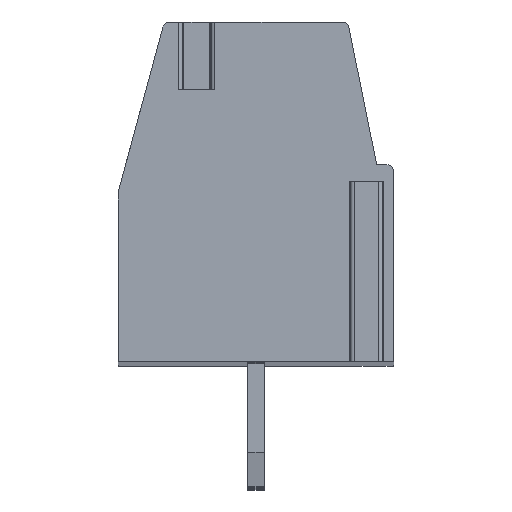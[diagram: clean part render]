
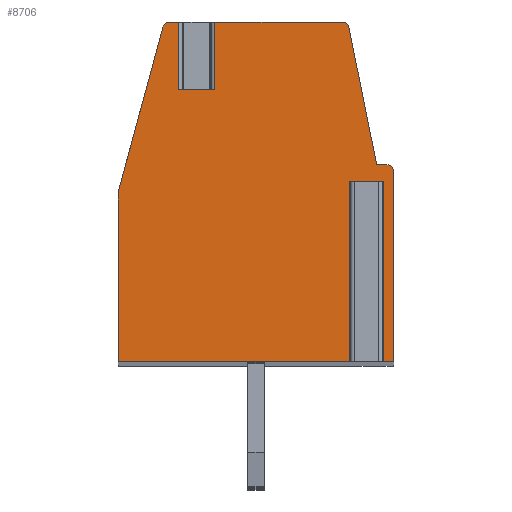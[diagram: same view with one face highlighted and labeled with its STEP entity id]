
A CAD part, top view. The second image highlights one B-rep face of the part: STEP entity #8706.
In plain terms, the highlighted planar face has unit normal (0, 0, 1).
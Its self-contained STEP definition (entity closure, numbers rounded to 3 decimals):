
#324=DIRECTION('',(-1.,0.,0.));
#325=VECTOR('',#324,1.07);
#326=CARTESIAN_POINT('',(-1.21,3.,2.5));
#327=LINE('',#326,#325);
#328=DIRECTION('',(0.,1.,0.));
#329=VECTOR('',#328,2.);
#330=CARTESIAN_POINT('',(-1.21,3.,2.5));
#331=LINE('',#330,#329);
#332=DIRECTION('',(-1.,0.,0.));
#333=VECTOR('',#332,3.746);
#334=CARTESIAN_POINT('',(2.536,5.,2.5));
#335=LINE('',#334,#333);
#336=CARTESIAN_POINT('',(2.536,4.8,2.5));
#337=DIRECTION('',(0.,0.,1.));
#338=DIRECTION('',(0.98,0.198,0.));
#339=AXIS2_PLACEMENT_3D('',#336,#337,#338);
#341=DIRECTION('',(-0.198,0.98,0.));
#342=VECTOR('',#341,4.122);
#343=CARTESIAN_POINT('',(3.55,0.8,2.5));
#344=LINE('',#343,#342);
#345=DIRECTION('',(-1.,0.,0.));
#346=VECTOR('',#345,0.3);
#347=CARTESIAN_POINT('',(3.85,0.8,2.5));
#348=LINE('',#347,#346);
#349=CARTESIAN_POINT('',(3.85,0.6,2.5));
#350=DIRECTION('',(0.,0.,1.));
#351=DIRECTION('',(1.,0.,0.));
#352=AXIS2_PLACEMENT_3D('',#349,#350,#351);
#354=DIRECTION('',(0.,1.,0.));
#355=VECTOR('',#354,5.6);
#356=CARTESIAN_POINT('',(4.05,-5.,2.5));
#357=LINE('',#356,#355);
#358=DIRECTION('',(1.,0.,0.));
#359=VECTOR('',#358,0.495);
#360=CARTESIAN_POINT('',(3.555,-5.,2.5));
#361=LINE('',#360,#359);
#362=DIRECTION('',(0.,1.,0.));
#363=VECTOR('',#362,5.3);
#364=CARTESIAN_POINT('',(3.555,-5.,2.5));
#365=LINE('',#364,#363);
#366=DIRECTION('',(1.,0.,0.));
#367=VECTOR('',#366,0.6);
#368=CARTESIAN_POINT('',(2.955,0.3,2.5));
#369=LINE('',#368,#367);
#370=DIRECTION('',(0.,1.,0.));
#371=VECTOR('',#370,5.3);
#372=CARTESIAN_POINT('',(2.955,-5.,2.5));
#373=LINE('',#372,#371);
#374=DIRECTION('',(1.,0.,0.));
#375=VECTOR('',#374,7.005);
#376=CARTESIAN_POINT('',(-4.05,-5.,2.5));
#377=LINE('',#376,#375);
#378=DIRECTION('',(0.,-1.,0.));
#379=VECTOR('',#378,5.);
#380=CARTESIAN_POINT('',(-4.05,0.,2.5));
#381=LINE('',#380,#379);
#382=DIRECTION('',(-0.261,-0.965,0.));
#383=VECTOR('',#382,5.026);
#384=CARTESIAN_POINT('',(-2.74,4.852,2.5));
#385=LINE('',#384,#383);
#386=CARTESIAN_POINT('',(-2.547,4.8,2.5));
#387=DIRECTION('',(0.,0.,1.));
#388=DIRECTION('',(0.,1.,0.));
#389=AXIS2_PLACEMENT_3D('',#386,#387,#388);
#391=DIRECTION('',(-1.,0.,0.));
#392=VECTOR('',#391,0.267);
#393=CARTESIAN_POINT('',(-2.28,5.,2.5));
#394=LINE('',#393,#392);
#395=DIRECTION('',(0.,1.,0.));
#396=VECTOR('',#395,2.);
#397=CARTESIAN_POINT('',(-2.28,3.,2.5));
#398=LINE('',#397,#396);
#6483=CARTESIAN_POINT('',(4.05,-5.,2.5));
#6484=CARTESIAN_POINT('',(4.05,0.6,2.5));
#6485=VERTEX_POINT('',#6483);
#6486=VERTEX_POINT('',#6484);
#6487=CARTESIAN_POINT('',(3.85,0.8,2.5));
#6488=VERTEX_POINT('',#6487);
#6489=CARTESIAN_POINT('',(3.55,0.8,2.5));
#6490=VERTEX_POINT('',#6489);
#6491=CARTESIAN_POINT('',(2.732,4.84,2.5));
#6492=VERTEX_POINT('',#6491);
#6493=CARTESIAN_POINT('',(2.536,5.,2.5));
#6494=VERTEX_POINT('',#6493);
#6495=CARTESIAN_POINT('',(-2.547,5.,2.5));
#6496=CARTESIAN_POINT('',(-2.74,4.852,2.5));
#6497=VERTEX_POINT('',#6495);
#6498=VERTEX_POINT('',#6496);
#6499=CARTESIAN_POINT('',(-4.05,0.,2.5));
#6500=VERTEX_POINT('',#6499);
#6501=CARTESIAN_POINT('',(-4.05,-5.,2.5));
#6502=VERTEX_POINT('',#6501);
#6519=CARTESIAN_POINT('',(2.955,0.3,2.5));
#6520=CARTESIAN_POINT('',(3.555,0.3,2.5));
#6521=VERTEX_POINT('',#6519);
#6522=VERTEX_POINT('',#6520);
#6523=CARTESIAN_POINT('',(2.955,-5.,2.5));
#6524=VERTEX_POINT('',#6523);
#6525=CARTESIAN_POINT('',(3.555,-5.,2.5));
#6526=VERTEX_POINT('',#6525);
#6595=CARTESIAN_POINT('',(-1.21,3.,2.5));
#6596=CARTESIAN_POINT('',(-2.28,3.,2.5));
#6597=VERTEX_POINT('',#6595);
#6598=VERTEX_POINT('',#6596);
#6599=CARTESIAN_POINT('',(-2.28,5.,2.5));
#6600=VERTEX_POINT('',#6599);
#6601=CARTESIAN_POINT('',(-1.21,5.,2.5));
#6602=VERTEX_POINT('',#6601);
#8666=CARTESIAN_POINT('',(0.,0.,2.5));
#8667=DIRECTION('',(0.,0.,1.));
#8668=DIRECTION('',(1.,0.,0.));
#8669=AXIS2_PLACEMENT_3D('',#8666,#8667,#8668);
#8670=PLANE('',#8669);
#8672=ORIENTED_EDGE('',*,*,#8671,.F.);
#8673=ORIENTED_EDGE('',*,*,#8657,.T.);
#8674=ORIENTED_EDGE('',*,*,#8514,.F.);
#8676=ORIENTED_EDGE('',*,*,#8675,.F.);
#8678=ORIENTED_EDGE('',*,*,#8677,.F.);
#8680=ORIENTED_EDGE('',*,*,#8679,.F.);
#8682=ORIENTED_EDGE('',*,*,#8681,.F.);
#8684=ORIENTED_EDGE('',*,*,#8683,.F.);
#8686=ORIENTED_EDGE('',*,*,#8685,.F.);
#8688=ORIENTED_EDGE('',*,*,#8687,.T.);
#8690=ORIENTED_EDGE('',*,*,#8689,.F.);
#8692=ORIENTED_EDGE('',*,*,#8691,.F.);
#8694=ORIENTED_EDGE('',*,*,#8693,.F.);
#8696=ORIENTED_EDGE('',*,*,#8695,.F.);
#8698=ORIENTED_EDGE('',*,*,#8697,.F.);
#8700=ORIENTED_EDGE('',*,*,#8699,.F.);
#8701=ORIENTED_EDGE('',*,*,#8497,.F.);
#8703=ORIENTED_EDGE('',*,*,#8702,.F.);
#8704=EDGE_LOOP('',(#8672,#8673,#8674,#8676,#8678,#8680,#8682,#8684,#8686,#8688,
#8690,#8692,#8694,#8696,#8698,#8700,#8701,#8703));
#8705=FACE_OUTER_BOUND('',#8704,.F.);
#340=CIRCLE('',#339,0.2);
#353=CIRCLE('',#352,0.2);
#390=CIRCLE('',#389,0.2);
#8497=EDGE_CURVE('',#6600,#6497,#394,.T.);
#8514=EDGE_CURVE('',#6494,#6602,#335,.T.);
#8657=EDGE_CURVE('',#6597,#6602,#331,.T.);
#8671=EDGE_CURVE('',#6597,#6598,#327,.T.);
#8675=EDGE_CURVE('',#6492,#6494,#340,.T.);
#8677=EDGE_CURVE('',#6490,#6492,#344,.T.);
#8679=EDGE_CURVE('',#6488,#6490,#348,.T.);
#8681=EDGE_CURVE('',#6486,#6488,#353,.T.);
#8683=EDGE_CURVE('',#6485,#6486,#357,.T.);
#8685=EDGE_CURVE('',#6526,#6485,#361,.T.);
#8687=EDGE_CURVE('',#6526,#6522,#365,.T.);
#8689=EDGE_CURVE('',#6521,#6522,#369,.T.);
#8691=EDGE_CURVE('',#6524,#6521,#373,.T.);
#8693=EDGE_CURVE('',#6502,#6524,#377,.T.);
#8695=EDGE_CURVE('',#6500,#6502,#381,.T.);
#8697=EDGE_CURVE('',#6498,#6500,#385,.T.);
#8699=EDGE_CURVE('',#6497,#6498,#390,.T.);
#8702=EDGE_CURVE('',#6598,#6600,#398,.T.);
#8706=ADVANCED_FACE('',(#8705),#8670,.T.);
